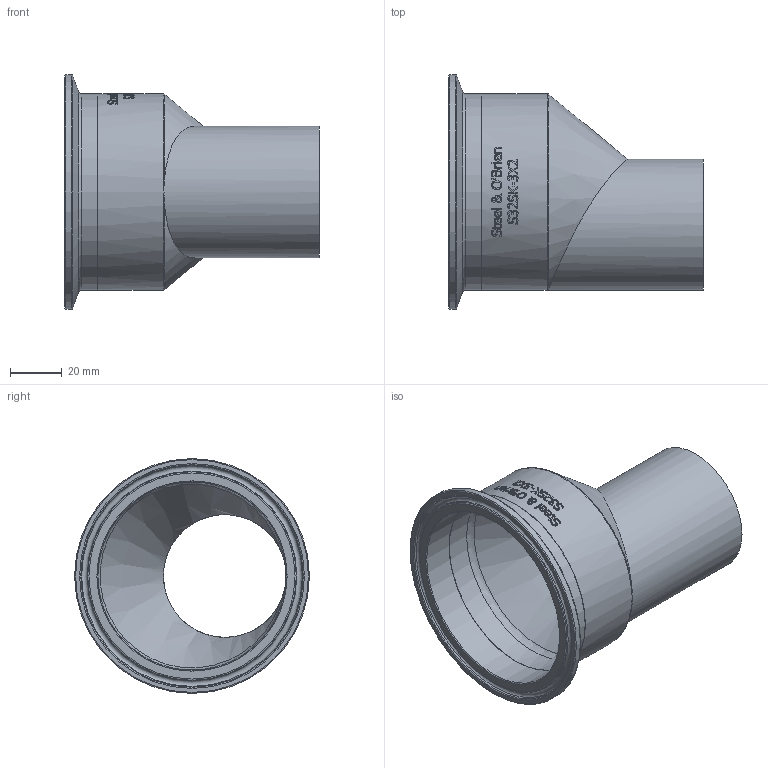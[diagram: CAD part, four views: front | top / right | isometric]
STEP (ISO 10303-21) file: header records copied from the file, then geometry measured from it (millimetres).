
FILE_DESCRIPTION(/* description */ (''),/* implementation_level */ '2;1');
FILE_NAME(/* name */ 'S32SK-3X2.stp',/* time_stamp */ '2018-11-29T13:45:08-05:00',/* author */ ('rick'),/* organization */ (''),/* preprocessor_version */ 'ST-DEVELOPER v15.2',/* originating_system */ 'Autodesk Inventor 2014',/* authorisation */ '');
FILE_SCHEMA (('AUTOMOTIVE_DESIGN { 1 0 10303 214 3 1 1 }'));
Length unit declared in the file: inch
Products named in the file (1): S32SK-3X2
Bounding box: 98.42 x 90.91 x 90.91 mm (x, y, z)
Volume: 63091.9 mm3; surface area: 43666.7 mm2
Topology: 1 solids, 1 shells, 418 faces, 1132 edges, 746 vertices
Faces by surface type: bspline 215, plane 149, cylinder 38, torus 11, cone 5
Full cylindrical faces by diameter (mm): 47.498 x1, 50.8 x1, 72.898 x2, 76.2 x2, 90.907 x1
Entity records: 17104 total; most frequent: CARTESIAN_POINT 7895, ORIENTED_EDGE 2212, DIRECTION 1283, EDGE_CURVE 1106, VERTEX_POINT 743, EDGE_LOOP 473, LINE 471, VECTOR 471
